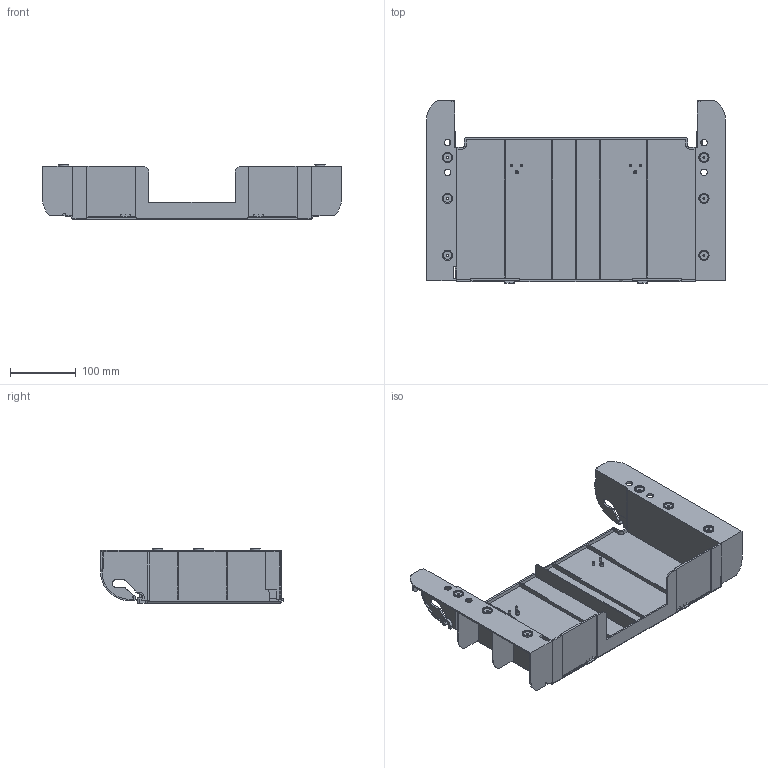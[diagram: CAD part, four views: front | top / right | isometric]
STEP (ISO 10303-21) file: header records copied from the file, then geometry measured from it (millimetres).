
FILE_DESCRIPTION(/* description */ ('','CAx-IF Rec.Pracs.---Representation and Presentation of Product Manufacturing Information (PMI)---4.0---2014-10-13'),/* implementation_level */ '2;1');
FILE_NAME(/* name */ 'Back Top Cover v2.step',/* time_stamp */ '2024-12-15T16:23:44-05:00',/* author */ (''),/* organization */ (''),/* preprocessor_version */ 'ST-DEVELOPER v20',/* originating_system */ 'Autodesk Translation Framework v13.20.0.188',/* authorisation */ '');
FILE_SCHEMA (('AP242_MANAGED_MODEL_BASED_3D_ENGINEERING_MIM_LF { 1 0 10303 442 1 1 4 }'));
Length unit declared in the file: millimetre
Products named in the file (1): Back Top Cover
Bounding box: 453.8 x 277.75 x 82.9 mm (x, y, z)
Volume: 488555.4 mm3; surface area: 403687.5 mm2
Topology: 1 solids, 1 shells, 386 faces, 1073 edges, 711 vertices
Faces by surface type: plane 257, cylinder 129
Full cylindrical faces by diameter (mm): 1.5 x4, 3 x8, 3.8 x4, 5 x2, 10 x4, 12.5 x6, 15.5 x6
Entity records: 12418 total; most frequent: CARTESIAN_POINT 2173, ORIENTED_EDGE 2146, DIRECTION 2108, EDGE_CURVE 1073, LINE 810, VECTOR 810, VERTEX_POINT 711, AXIS2_PLACEMENT_3D 649
